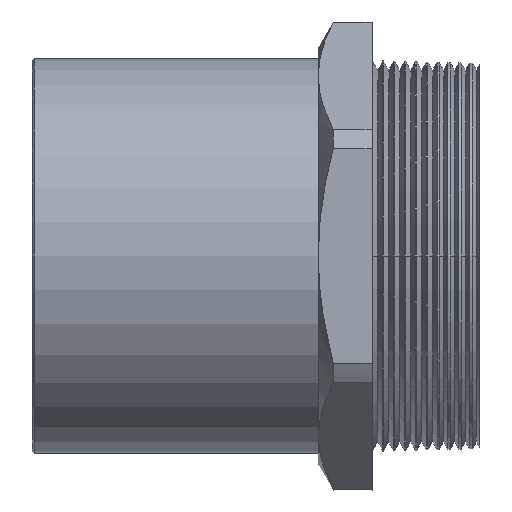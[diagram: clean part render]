
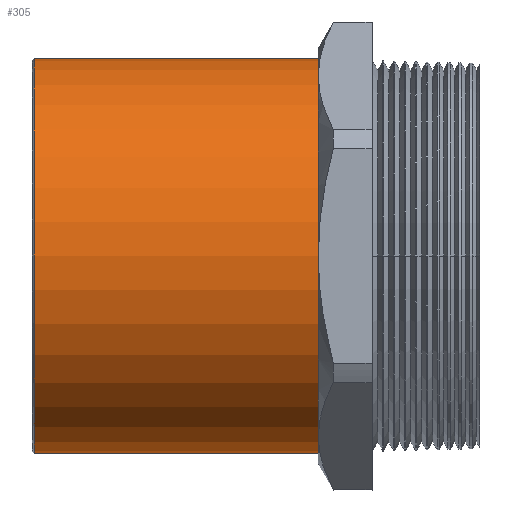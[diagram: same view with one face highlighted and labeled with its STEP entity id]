
A CAD part, front view. The second image highlights one B-rep face of the part: STEP entity #305.
In plain terms, the highlighted cylindrical face has radius 23.768 mm (diameter 47.536 mm), a partial arc.
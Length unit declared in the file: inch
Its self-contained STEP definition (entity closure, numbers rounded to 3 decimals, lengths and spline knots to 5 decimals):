
#230 = EDGE_CURVE ( 'NONE', #581, #580, #1436, .T. ) ;
#305 = ADVANCED_FACE ( 'NONE', ( #1590 ), #1585, .T. ) ;
#517 = VERTEX_POINT ( 'NONE', #1967 ) ;
#561 = EDGE_LOOP ( 'NONE', ( #563, #565, #568, #571 ) ) ;
#563 = ORIENTED_EDGE ( 'NONE', *, *, #590, .F. ) ;
#565 = ORIENTED_EDGE ( 'NONE', *, *, #230, .T. ) ;
#568 = ORIENTED_EDGE ( 'NONE', *, *, #595, .T. ) ;
#571 = ORIENTED_EDGE ( 'NONE', *, *, #573, .T. ) ;
#573 = EDGE_CURVE ( 'NONE', #517, #2899, #2050, .T. ) ;
#580 = VERTEX_POINT ( 'NONE', #2039 ) ;
#581 = VERTEX_POINT ( 'NONE', #2093 ) ;
#590 = EDGE_CURVE ( 'NONE', #581, #2899, #2083, .T. ) ;
#595 = EDGE_CURVE ( 'NONE', #580, #517, #2073, .T. ) ;
#1432 = DIRECTION ( 'NONE',  ( 0., 0., 1. ) ) ;
#1433 = DIRECTION ( 'NONE',  ( -1., 0., 0. ) ) ;
#1434 = CARTESIAN_POINT ( 'NONE',  ( -0.765, 0., 0. ) ) ;
#1435 = AXIS2_PLACEMENT_3D ( 'NONE', #1434, #1433, #1432 ) ;
#1436 = CIRCLE ( 'NONE', #1435, 0.93575 ) ;
#1580 = DIRECTION ( 'NONE',  ( 0., 0., 1. ) ) ;
#1581 = DIRECTION ( 'NONE',  ( -1., 0., 0. ) ) ;
#1582 = AXIS2_PLACEMENT_3D ( 'NONE', #1584, #1581, #1580 ) ;
#1584 = CARTESIAN_POINT ( 'NONE',  ( -0.59111, 0., 0. ) ) ;
#1585 = CYLINDRICAL_SURFACE ( 'NONE', #1582, 0.93575 ) ;
#1590 = FACE_OUTER_BOUND ( 'NONE', #561, .T. ) ;
#1967 = CARTESIAN_POINT ( 'NONE',  ( -2.11, 0., 0.93575 ) ) ;
#2039 = CARTESIAN_POINT ( 'NONE',  ( -0.765, 0., 0.93575 ) ) ;
#2046 = DIRECTION ( 'NONE',  ( 0., 0., -1. ) ) ;
#2047 = DIRECTION ( 'NONE',  ( 1., 0., 0. ) ) ;
#2048 = CARTESIAN_POINT ( 'NONE',  ( -2.11, 0., 0. ) ) ;
#2049 = AXIS2_PLACEMENT_3D ( 'NONE', #2048, #2047, #2046 ) ;
#2050 = CIRCLE ( 'NONE', #2049, 0.93575 ) ;
#2070 = DIRECTION ( 'NONE',  ( -1., 0., 0. ) ) ;
#2071 = VECTOR ( 'NONE', #2070, 39.37008 ) ;
#2072 = CARTESIAN_POINT ( 'NONE',  ( -0.59111, 0., 0.93575 ) ) ;
#2073 = LINE ( 'NONE', #2072, #2071 ) ;
#2080 = DIRECTION ( 'NONE',  ( -1., 0., 0. ) ) ;
#2081 = VECTOR ( 'NONE', #2080, 39.37008 ) ;
#2082 = CARTESIAN_POINT ( 'NONE',  ( -0.59111, 0., -0.93575 ) ) ;
#2083 = LINE ( 'NONE', #2082, #2081 ) ;
#2093 = CARTESIAN_POINT ( 'NONE',  ( -0.765, 0., -0.93575 ) ) ;
#2755 = CARTESIAN_POINT ( 'NONE',  ( -2.11, 0., -0.93575 ) ) ;
#2899 = VERTEX_POINT ( 'NONE', #2755 ) ;
